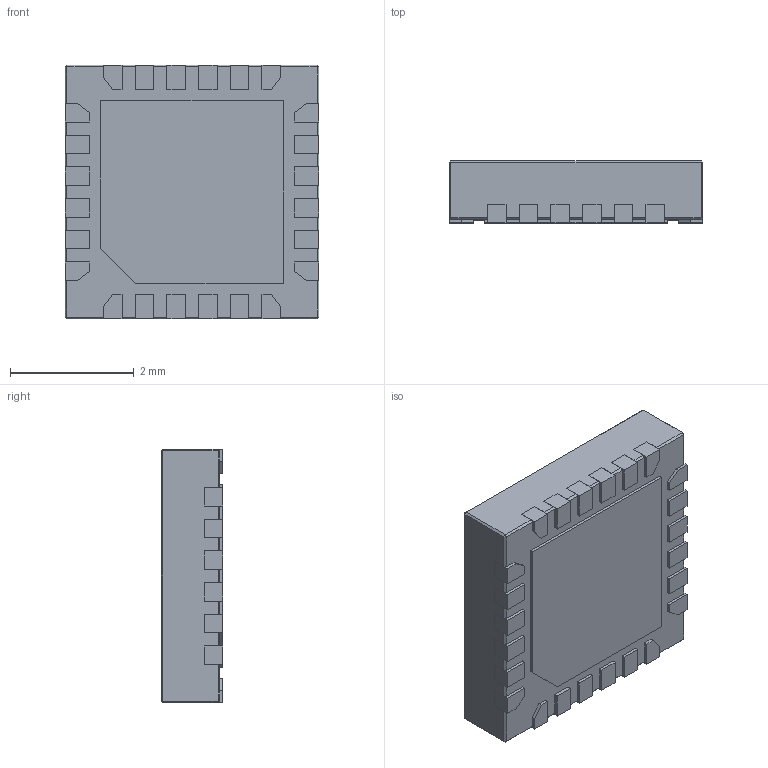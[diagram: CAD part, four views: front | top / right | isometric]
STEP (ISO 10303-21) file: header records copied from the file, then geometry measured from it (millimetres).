
FILE_DESCRIPTION (( 'STEP AP214' ), '1' );
FILE_NAME ('User Library-SMT 24-Lead 4x4mm.STEP', '2018-02-15T14:54:05', ( '' ), ( '' ), 'SwSTEP 2.0', 'SolidWorks 2018', '' );
FILE_SCHEMA (( 'AUTOMOTIVE_DESIGN' ));
Length unit declared in the file: millimetre
Products named in the file (1): User Library-SMT 24-Lead 4x4mm
Bounding box: 4.1 x 1 x 4.1 mm (x, y, z)
Volume: 16.5 mm3; surface area: 92 mm2
Topology: 26 solids, 26 shells, 322 faces, 780 edges, 512 vertices
Faces by surface type: plane 320, cylinder 2
Entity records: 12977 total; most frequent: CARTESIAN_POINT 1615, ORIENTED_EDGE 1560, DIRECTION 1430, EDGE_CURVE 780, LINE 776, VECTOR 776, VERTEX_POINT 512, UNCERTAINTY_MEASURE_WITH_UNIT 350
